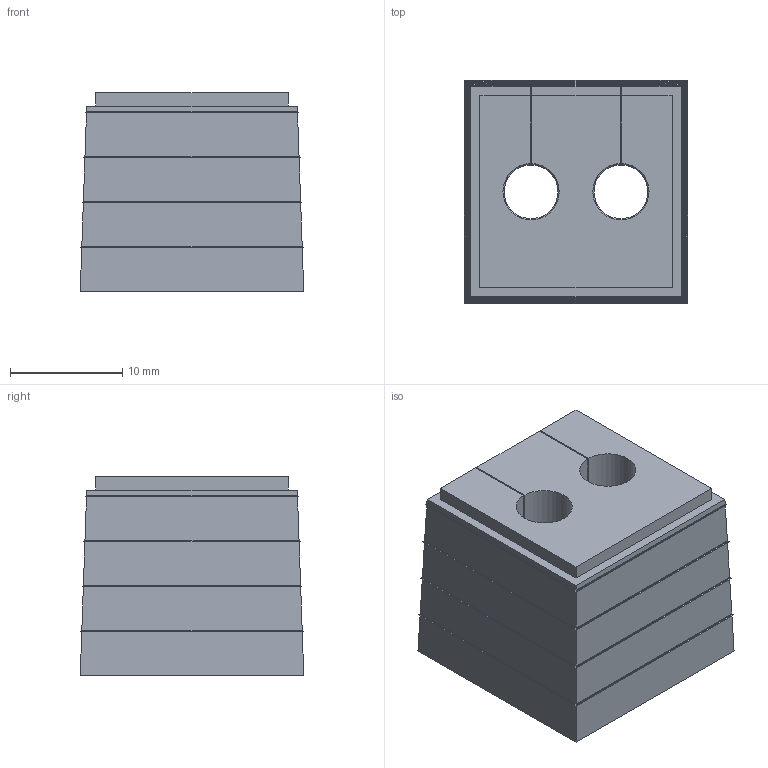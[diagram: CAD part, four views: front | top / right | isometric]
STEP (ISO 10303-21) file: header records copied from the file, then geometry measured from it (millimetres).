
FILE_DESCRIPTION(/* description */ (''),/* implementation_level */ '2;1');
FILE_NAME(/* name */ '28595_6_KDS-DE_2x4-5.stp',/* time_stamp */ '2023-10-17T09:51:44+02:00',/* author */ (''),/* organization */ (''),/* preprocessor_version */ 'ST-DEVELOPER v19.3',/* originating_system */ 'SIEMENS PLM Software NX2212.1700',/* authorisation */ '');
FILE_SCHEMA (('AUTOMOTIVE_DESIGN { 1 0 10303 214 3 1 1 1 }'));
Length unit declared in the file: millimetre
Products named in the file (1): 28595_6_KDS-DE_2x4-5
Bounding box: 19.9 x 19.9 x 17.7 mm (x, y, z)
Volume: 5794.3 mm3; surface area: 3143.7 mm2
Topology: 1 solids, 1 shells, 141 faces, 386 edges, 252 vertices
Faces by surface type: plane 115, cylinder 13, cone 10, extrusion 3
Full cylindrical faces by diameter (mm): 3.5 x1
Entity records: 4574 total; most frequent: CARTESIAN_POINT 1083, ORIENTED_EDGE 770, DIRECTION 630, EDGE_CURVE 385, VECTOR 278, LINE 275, VERTEX_POINT 252, AXIS2_PLACEMENT_3D 176
